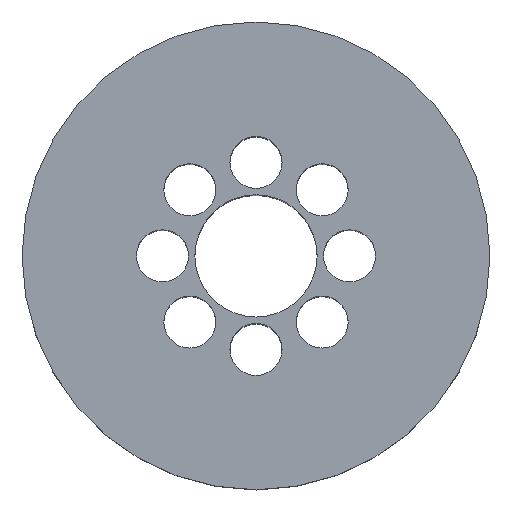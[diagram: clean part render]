
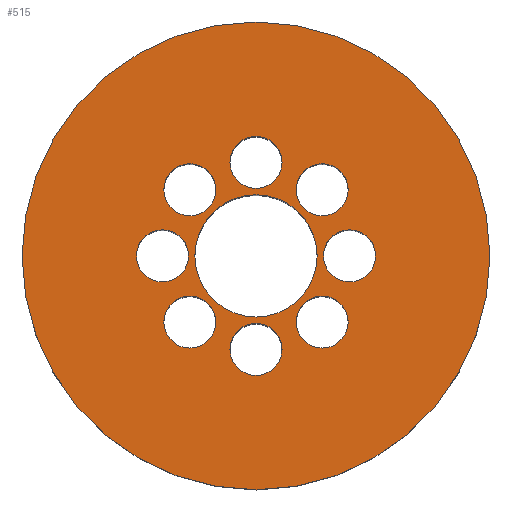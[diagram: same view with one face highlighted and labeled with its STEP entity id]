
A CAD part, top view. The second image highlights one B-rep face of the part: STEP entity #515.
In plain terms, the highlighted planar face has unit normal (0, 0, 1).
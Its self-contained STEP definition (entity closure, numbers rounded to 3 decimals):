
#16=FACE_BOUND('',#93,.T.);
#17=FACE_BOUND('',#94,.T.);
#18=FACE_BOUND('',#95,.T.);
#19=FACE_BOUND('',#96,.T.);
#20=FACE_BOUND('',#97,.T.);
#21=FACE_BOUND('',#98,.T.);
#22=FACE_BOUND('',#99,.T.);
#23=FACE_BOUND('',#100,.T.);
#24=FACE_BOUND('',#101,.T.);
#35=PLANE('',#578);
#64=FACE_OUTER_BOUND('',#92,.T.);
#92=EDGE_LOOP('',(#445));
#93=EDGE_LOOP('',(#446));
#94=EDGE_LOOP('',(#447));
#95=EDGE_LOOP('',(#448));
#96=EDGE_LOOP('',(#449));
#97=EDGE_LOOP('',(#450));
#98=EDGE_LOOP('',(#451));
#99=EDGE_LOOP('',(#452));
#100=EDGE_LOOP('',(#453));
#101=EDGE_LOOP('',(#454));
#116=CIRCLE('',#547,4.);
#118=CIRCLE('',#551,0.445);
#120=CIRCLE('',#554,0.445);
#122=CIRCLE('',#557,0.445);
#124=CIRCLE('',#560,0.445);
#126=CIRCLE('',#563,0.445);
#128=CIRCLE('',#566,0.445);
#130=CIRCLE('',#569,0.445);
#132=CIRCLE('',#572,1.045);
#134=CIRCLE('',#575,0.445);
#233=VERTEX_POINT('',#1775);
#234=VERTEX_POINT('',#1781);
#236=VERTEX_POINT('',#1787);
#238=VERTEX_POINT('',#1793);
#240=VERTEX_POINT('',#1799);
#242=VERTEX_POINT('',#1805);
#244=VERTEX_POINT('',#1811);
#246=VERTEX_POINT('',#1817);
#248=VERTEX_POINT('',#1823);
#250=VERTEX_POINT('',#1829);
#295=EDGE_CURVE('',#233,#233,#116,.T.);
#297=EDGE_CURVE('',#234,#234,#118,.T.);
#300=EDGE_CURVE('',#236,#236,#120,.T.);
#303=EDGE_CURVE('',#238,#238,#122,.T.);
#306=EDGE_CURVE('',#240,#240,#124,.T.);
#309=EDGE_CURVE('',#242,#242,#126,.T.);
#312=EDGE_CURVE('',#244,#244,#128,.T.);
#315=EDGE_CURVE('',#246,#246,#130,.T.);
#318=EDGE_CURVE('',#248,#248,#132,.T.);
#321=EDGE_CURVE('',#250,#250,#134,.T.);
#445=ORIENTED_EDGE('',*,*,#295,.T.);
#446=ORIENTED_EDGE('',*,*,#321,.T.);
#447=ORIENTED_EDGE('',*,*,#318,.T.);
#448=ORIENTED_EDGE('',*,*,#315,.T.);
#449=ORIENTED_EDGE('',*,*,#312,.T.);
#450=ORIENTED_EDGE('',*,*,#309,.T.);
#451=ORIENTED_EDGE('',*,*,#306,.T.);
#452=ORIENTED_EDGE('',*,*,#303,.T.);
#453=ORIENTED_EDGE('',*,*,#300,.T.);
#454=ORIENTED_EDGE('',*,*,#297,.T.);
#515=ADVANCED_FACE('',(#64,#16,#17,#18,#19,#20,#21,#22,#23,#24),#35,.T.);
#547=AXIS2_PLACEMENT_3D('',#1777,#625,#626);
#551=AXIS2_PLACEMENT_3D('',#1782,#633,#634);
#554=AXIS2_PLACEMENT_3D('',#1788,#640,#641);
#557=AXIS2_PLACEMENT_3D('',#1794,#647,#648);
#560=AXIS2_PLACEMENT_3D('',#1800,#654,#655);
#563=AXIS2_PLACEMENT_3D('',#1806,#661,#662);
#566=AXIS2_PLACEMENT_3D('',#1812,#668,#669);
#569=AXIS2_PLACEMENT_3D('',#1818,#675,#676);
#572=AXIS2_PLACEMENT_3D('',#1824,#682,#683);
#575=AXIS2_PLACEMENT_3D('',#1830,#689,#690);
#578=AXIS2_PLACEMENT_3D('',#1835,#696,#697);
#625=DIRECTION('center_axis',(0.,0.,1.));
#626=DIRECTION('ref_axis',(-1.,0.,0.));
#633=DIRECTION('center_axis',(0.,0.,-1.));
#634=DIRECTION('ref_axis',(1.,0.,0.));
#640=DIRECTION('center_axis',(0.,0.,-1.));
#641=DIRECTION('ref_axis',(1.,0.,0.));
#647=DIRECTION('center_axis',(0.,0.,-1.));
#648=DIRECTION('ref_axis',(1.,0.,0.));
#654=DIRECTION('center_axis',(0.,0.,-1.));
#655=DIRECTION('ref_axis',(1.,0.,0.));
#661=DIRECTION('center_axis',(0.,0.,-1.));
#662=DIRECTION('ref_axis',(1.,0.,0.));
#668=DIRECTION('center_axis',(0.,0.,-1.));
#669=DIRECTION('ref_axis',(1.,0.,0.));
#675=DIRECTION('center_axis',(0.,0.,-1.));
#676=DIRECTION('ref_axis',(1.,0.,0.));
#682=DIRECTION('center_axis',(0.,0.,-1.));
#683=DIRECTION('ref_axis',(1.,0.,0.));
#689=DIRECTION('center_axis',(0.,0.,-1.));
#690=DIRECTION('ref_axis',(1.,0.,0.));
#696=DIRECTION('center_axis',(0.,0.,1.));
#697=DIRECTION('ref_axis',(1.,0.,0.));
#1775=CARTESIAN_POINT('',(4.,0.,7.));
#1777=CARTESIAN_POINT('Origin',(0.,0.,7.));
#1781=CARTESIAN_POINT('',(1.154,0.,7.));
#1782=CARTESIAN_POINT('Origin',(1.599,0.,7.));
#1787=CARTESIAN_POINT('',(-0.445,-1.599,7.));
#1788=CARTESIAN_POINT('Origin',(0.,-1.599,
7.));
#1793=CARTESIAN_POINT('',(-1.576,-1.131,7.));
#1794=CARTESIAN_POINT('Origin',(-1.131,-1.131,7.));
#1799=CARTESIAN_POINT('',(-0.445,1.599,7.));
#1800=CARTESIAN_POINT('Origin',(0.,1.599,7.));
#1805=CARTESIAN_POINT('',(0.686,-1.131,7.));
#1806=CARTESIAN_POINT('Origin',(1.131,-1.131,7.));
#1811=CARTESIAN_POINT('',(-2.044,0.,7.));
#1812=CARTESIAN_POINT('Origin',(-1.599,0.,
7.));
#1817=CARTESIAN_POINT('',(0.686,1.131,7.));
#1818=CARTESIAN_POINT('Origin',(1.131,1.131,7.));
#1823=CARTESIAN_POINT('',(-1.045,0.,7.));
#1824=CARTESIAN_POINT('Origin',(0.,0.,7.));
#1829=CARTESIAN_POINT('',(-1.576,1.131,7.));
#1830=CARTESIAN_POINT('Origin',(-1.131,1.131,7.));
#1835=CARTESIAN_POINT('Origin',(0.,0.,7.));
